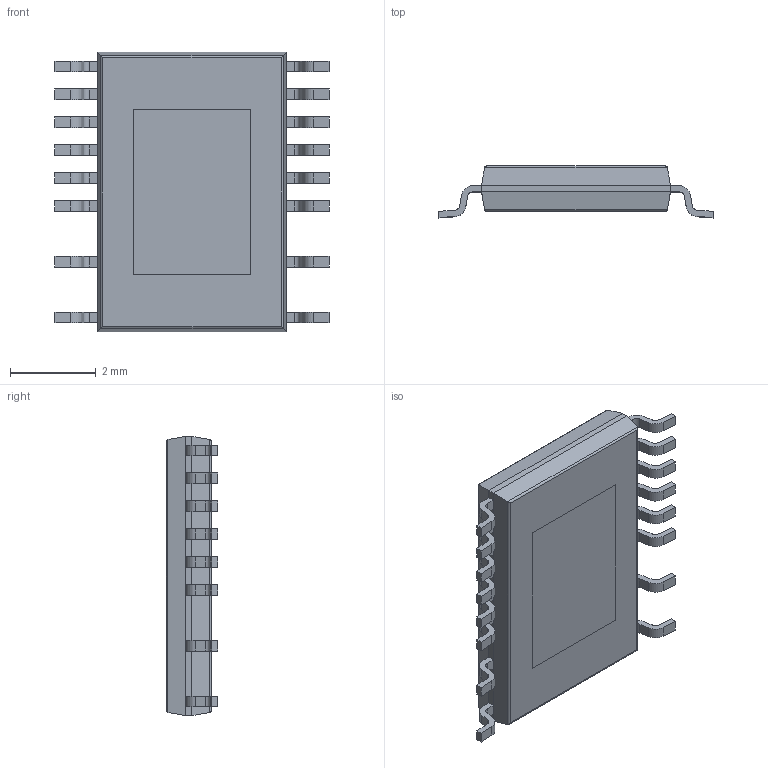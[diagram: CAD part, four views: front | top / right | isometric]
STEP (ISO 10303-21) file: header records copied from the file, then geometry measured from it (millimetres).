
FILE_DESCRIPTION (( 'STEP AP214' ), '1' );
FILE_NAME ('LT8630EFE#PBF.STEP', '2025-06-10T21:28:23', ( '' ), ( '' ), 'SwSTEP 2.0', 'SolidWorks 2021', '' );
FILE_SCHEMA (( 'AUTOMOTIVE_DESIGN' ));
Length unit declared in the file: millimetre
Products named in the file (1): LT8630EFE#PBF
Bounding box: 6.4 x 1.2 x 6.5 mm (x, y, z)
Volume: 30 mm3; surface area: 118.3 mm2
Topology: 18 solids, 18 shells, 260 faces, 650 edges, 428 vertices
Faces by surface type: plane 186, cylinder 74
Entity records: 7885 total; most frequent: CARTESIAN_POINT 1363, ORIENTED_EDGE 1300, DIRECTION 1296, EDGE_CURVE 650, VECTOR 510, LINE 510, VERTEX_POINT 428, AXIS2_PLACEMENT_3D 393
